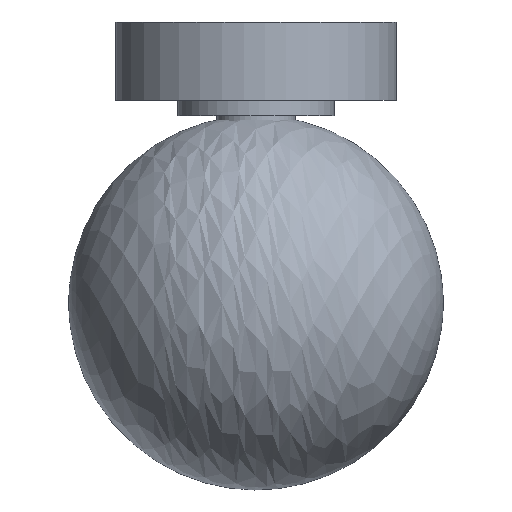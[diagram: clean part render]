
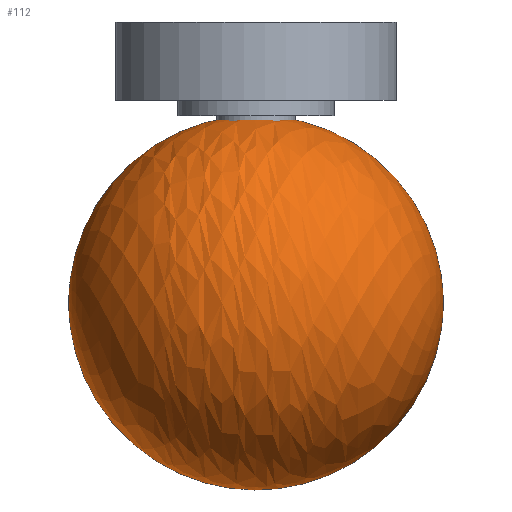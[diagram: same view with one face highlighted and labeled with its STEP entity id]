
A CAD part, front view. The second image highlights one B-rep face of the part: STEP entity #112.
In plain terms, the highlighted free-form (B-spline) face has degree [2, 2] with [5, 5] control points.
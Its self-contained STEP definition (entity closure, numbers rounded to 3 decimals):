
#112=ADVANCED_FACE('',(#128),#267,.T.);
#128=FACE_OUTER_BOUND('',#144,.T.);
#144=EDGE_LOOP('',(#162,#163));
#162=ORIENTED_EDGE('',*,*,#205,.T.);
#163=ORIENTED_EDGE('',*,*,#204,.F.);
#204=EDGE_CURVE('',#251,#252,#228,.T.);
#205=EDGE_CURVE('',#251,#252,#229,.T.);
#228=(
BOUNDED_CURVE()
B_SPLINE_CURVE(2,(#448,#449,#450,#451,#452),.UNSPECIFIED.,.F.,.F.)
B_SPLINE_CURVE_WITH_KNOTS((3,2,3),(-94.248,0.,94.248),
 .UNSPECIFIED.)
CURVE()
GEOMETRIC_REPRESENTATION_ITEM()
RATIONAL_B_SPLINE_CURVE((1.,0.707,1.,0.707,1.))
REPRESENTATION_ITEM('')
);
#229=(
BOUNDED_CURVE()
B_SPLINE_CURVE(2,(#453,#454,#455,#456,#457),.UNSPECIFIED.,.F.,.F.)
B_SPLINE_CURVE_WITH_KNOTS((3,2,3),(-94.248,0.,94.248),
 .UNSPECIFIED.)
CURVE()
GEOMETRIC_REPRESENTATION_ITEM()
RATIONAL_B_SPLINE_CURVE((1.,0.707,1.,0.707,1.))
REPRESENTATION_ITEM('')
);
#251=VERTEX_POINT('',#446);
#252=VERTEX_POINT('',#447);
#267=(
BOUNDED_SURFACE()
B_SPLINE_SURFACE(2,2,((#396,#397,#398,#399,#400),(#401,#402,#403,#404,#405),
(#406,#407,#408,#409,#410),(#411,#412,#413,#414,#415),(#416,#417,#418,#419,
#420)),.UNSPECIFIED.,.F.,.F.,.F.)
B_SPLINE_SURFACE_WITH_KNOTS((3,2,3),(3,2,3),(0.,94.248,188.496),
(-94.248,0.,94.248),.UNSPECIFIED.)
GEOMETRIC_REPRESENTATION_ITEM()
RATIONAL_B_SPLINE_SURFACE(((1.,0.707,1.,0.707,1.),
(0.707,0.5,0.707,0.5,0.707),(1.,0.707,
1.,0.707,1.),(0.707,0.5,0.707,0.5,0.707),
(1.,0.707,1.,0.707,1.)))
REPRESENTATION_ITEM('')
SURFACE()
);
#396=CARTESIAN_POINT('',(-60.,0.,195.671));
#397=CARTESIAN_POINT('',(-60.,0.,255.671));
#398=CARTESIAN_POINT('',(0.,0.,255.671));
#399=CARTESIAN_POINT('',(60.,0.,255.671));
#400=CARTESIAN_POINT('',(60.,0.,195.671));
#401=CARTESIAN_POINT('',(-60.,0.,195.671));
#402=CARTESIAN_POINT('',(-60.,-60.,255.671));
#403=CARTESIAN_POINT('',(0.,-60.,255.671));
#404=CARTESIAN_POINT('',(60.,-60.,255.671));
#405=CARTESIAN_POINT('',(60.,0.,195.671));
#406=CARTESIAN_POINT('',(-60.,0.,195.671));
#407=CARTESIAN_POINT('',(-60.,-60.,195.671));
#408=CARTESIAN_POINT('',(0.,-60.,195.671));
#409=CARTESIAN_POINT('',(60.,-60.,195.671));
#410=CARTESIAN_POINT('',(60.,0.,195.671));
#411=CARTESIAN_POINT('',(-60.,0.,195.671));
#412=CARTESIAN_POINT('',(-60.,-60.,135.671));
#413=CARTESIAN_POINT('',(0.,-60.,135.671));
#414=CARTESIAN_POINT('',(60.,-60.,135.671));
#415=CARTESIAN_POINT('',(60.,0.,195.671));
#416=CARTESIAN_POINT('',(-60.,0.,195.671));
#417=CARTESIAN_POINT('',(-60.,0.,135.671));
#418=CARTESIAN_POINT('',(0.,0.,135.671));
#419=CARTESIAN_POINT('',(60.,0.,135.671));
#420=CARTESIAN_POINT('',(60.,0.,195.671));
#446=CARTESIAN_POINT('',(-60.,0.,195.671));
#447=CARTESIAN_POINT('',(60.,0.,195.671));
#448=CARTESIAN_POINT('',(-60.,0.,195.671));
#449=CARTESIAN_POINT('',(-60.,0.,255.671));
#450=CARTESIAN_POINT('',(0.,0.,255.671));
#451=CARTESIAN_POINT('',(60.,0.,255.671));
#452=CARTESIAN_POINT('',(60.,0.,195.671));
#453=CARTESIAN_POINT('',(-60.,0.,195.671));
#454=CARTESIAN_POINT('',(-60.,0.,135.671));
#455=CARTESIAN_POINT('',(0.,0.,135.671));
#456=CARTESIAN_POINT('',(60.,0.,135.671));
#457=CARTESIAN_POINT('',(60.,0.,195.671));
